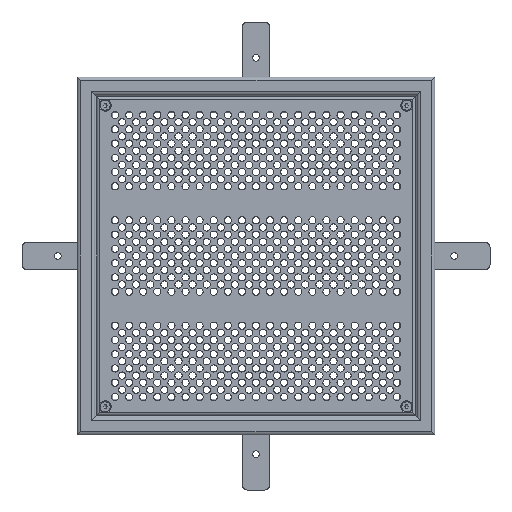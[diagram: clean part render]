
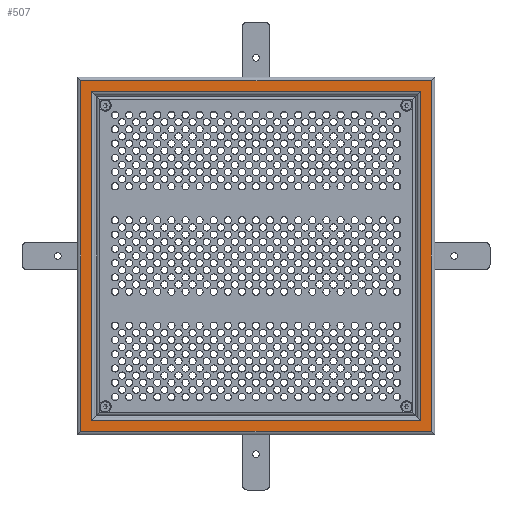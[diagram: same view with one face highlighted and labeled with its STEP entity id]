
A CAD part, front view. The second image highlights one B-rep face of the part: STEP entity #507.
In plain terms, the highlighted planar face has unit normal (0, -1, 0).
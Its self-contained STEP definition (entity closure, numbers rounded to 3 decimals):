
#507=ADVANCED_FACE('',(#1764,#1766),#1768,.F.);
#1764=FACE_BOUND('',#1765,.T.);
#1765=EDGE_LOOP('',(#11774,#11775,#11776,#11777));
#1766=FACE_BOUND('',#1767,.T.);
#1767=EDGE_LOOP('',(#11778,#11779,#11780,#11781));
#1768=PLANE('',#1769);
#1769=AXIS2_PLACEMENT_3D('',#1770,#1771,#1772);
#1770=CARTESIAN_POINT('',(0.,0.,0.));
#1771=DIRECTION('',(0.,1.,0.));
#1772=DIRECTION('',(-1.,0.,0.));
#11774=ORIENTED_EDGE('',*,*,#15123,.F.);
#11775=ORIENTED_EDGE('',*,*,#15118,.F.);
#11776=ORIENTED_EDGE('',*,*,#15113,.F.);
#11777=ORIENTED_EDGE('',*,*,#15108,.F.);
#11778=ORIENTED_EDGE('',*,*,#15145,.T.);
#11779=ORIENTED_EDGE('',*,*,#15146,.T.);
#11780=ORIENTED_EDGE('',*,*,#15147,.T.);
#11781=ORIENTED_EDGE('',*,*,#15148,.T.);
#15108=EDGE_CURVE('',#16969,#16971,#16972,.T.);
#15113=EDGE_CURVE('',#16971,#16978,#16979,.T.);
#15118=EDGE_CURVE('',#16978,#16985,#16986,.T.);
#15123=EDGE_CURVE('',#16985,#16969,#16992,.T.);
#15145=EDGE_CURVE('',#17025,#17026,#17027,.T.);
#15146=EDGE_CURVE('',#17026,#17028,#17029,.T.);
#15147=EDGE_CURVE('',#17028,#17030,#17031,.T.);
#15148=EDGE_CURVE('',#17030,#17025,#17032,.T.);
#16969=VERTEX_POINT('',#20655);
#16971=VERTEX_POINT('',#20660);
#16972=LINE('',#20661,#20662);
#16978=VERTEX_POINT('',#20678);
#16979=LINE('',#20679,#20680);
#16985=VERTEX_POINT('',#20696);
#16986=LINE('',#20697,#20698);
#16992=LINE('',#20714,#20715);
#17025=VERTEX_POINT('',#20799);
#17026=VERTEX_POINT('',#20800);
#17027=LINE('',#20801,#20802);
#17028=VERTEX_POINT('',#20804);
#17029=LINE('',#20805,#20806);
#17030=VERTEX_POINT('',#20808);
#17031=LINE('',#20809,#20810);
#17032=LINE('',#20812,#20813);
#20655=CARTESIAN_POINT('',(-3.88,0.,396.12));
#20660=CARTESIAN_POINT('',(-3.88,0.,3.88));
#20661=CARTESIAN_POINT('',(-3.88,0.,396.12));
#20662=VECTOR('',#20663,1.);
#20663=DIRECTION('',(0.,0.,-1.));
#20678=CARTESIAN_POINT('',(-396.12,0.,3.88));
#20679=CARTESIAN_POINT('',(-3.88,0.,3.88));
#20680=VECTOR('',#20681,1.);
#20681=DIRECTION('',(-1.,0.,0.));
#20696=CARTESIAN_POINT('',(-396.12,0.,396.12));
#20697=CARTESIAN_POINT('',(-396.12,0.,3.88));
#20698=VECTOR('',#20699,1.);
#20699=DIRECTION('',(0.,0.,1.));
#20714=CARTESIAN_POINT('',(-396.12,0.,396.12));
#20715=VECTOR('',#20716,1.);
#20716=DIRECTION('',(1.,0.,0.));
#20799=CARTESIAN_POINT('',(-16.12,0.,383.88));
#20800=CARTESIAN_POINT('',(-16.12,0.,16.12));
#20801=CARTESIAN_POINT('',(-16.12,0.,383.88));
#20802=VECTOR('',#20803,1.);
#20803=DIRECTION('',(0.,0.,-1.));
#20804=CARTESIAN_POINT('',(-383.88,0.,16.12));
#20805=CARTESIAN_POINT('',(-16.12,0.,16.12));
#20806=VECTOR('',#20807,1.);
#20807=DIRECTION('',(-1.,0.,0.));
#20808=CARTESIAN_POINT('',(-383.88,0.,383.88));
#20809=CARTESIAN_POINT('',(-383.88,0.,16.12));
#20810=VECTOR('',#20811,1.);
#20811=DIRECTION('',(0.,0.,1.));
#20812=CARTESIAN_POINT('',(-383.88,0.,383.88));
#20813=VECTOR('',#20814,1.);
#20814=DIRECTION('',(1.,0.,0.));
